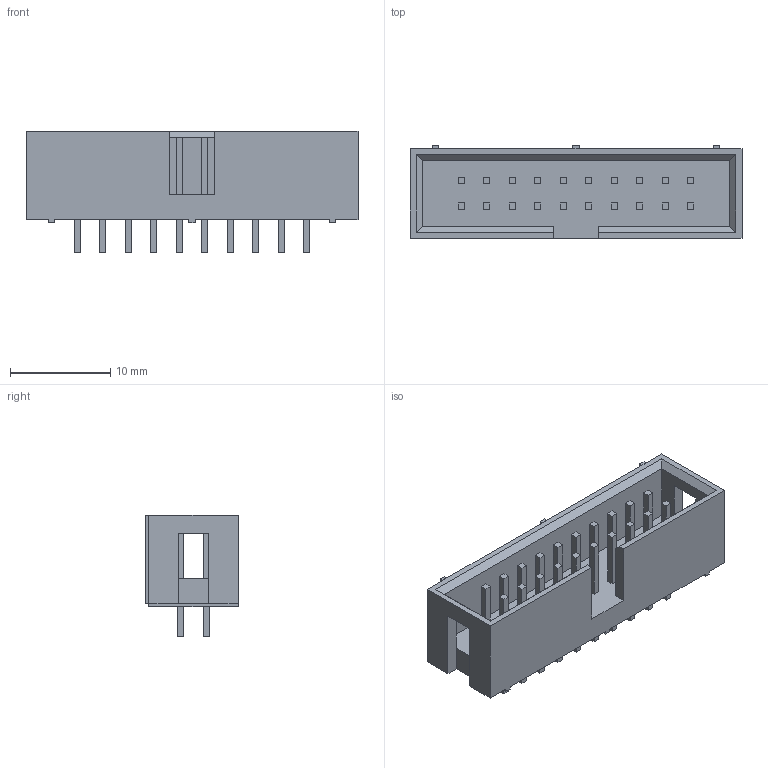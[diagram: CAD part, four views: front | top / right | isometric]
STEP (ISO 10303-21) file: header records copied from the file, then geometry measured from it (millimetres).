
FILE_DESCRIPTION (( 'STEP AP214' ), '1' );
FILE_NAME ('User Library-BH-10...64.STEP', '2010-11-04T13:38:52', ( 'sysAdmin' ), ( 'SolidWorks' ), 'SwSTEP 2.0', 'SolidWorks 2010', '' );
FILE_SCHEMA (( 'AUTOMOTIVE_DESIGN' ));
Length unit declared in the file: millimetre
Products named in the file (1): User Library-BH-10...64
Bounding box: 33.06 x 9.2 x 12.14 mm (x, y, z)
Volume: 1319.8 mm3; surface area: 2203.9 mm2
Topology: 1 solids, 1 shells, 263 faces, 643 edges, 418 vertices
Faces by surface type: plane 263
Entity records: 10346 total; most frequent: CARTESIAN_POINT 1325, ORIENTED_EDGE 1286, DIRECTION 1171, EDGE_CURVE 643, LINE 643, VECTOR 643, VERTEX_POINT 418, EDGE_LOOP 303
